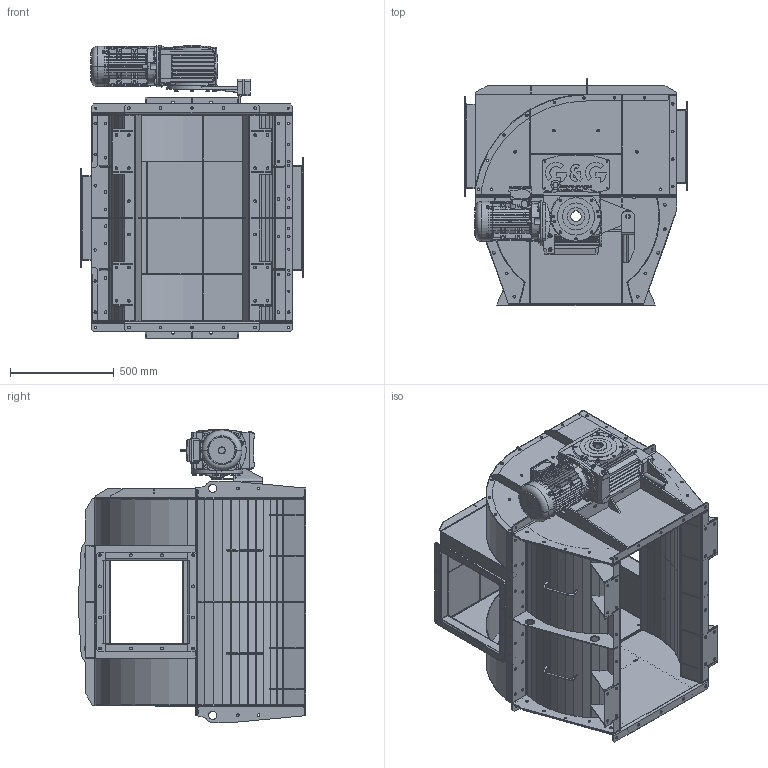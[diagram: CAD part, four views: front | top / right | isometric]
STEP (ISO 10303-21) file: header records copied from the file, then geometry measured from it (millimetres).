
FILE_DESCRIPTION (( 'STEP AP203' ), '1' );
FILE_NAME ('RS0005.STEP', '2023-11-30T12:21:25', ( '' ), ( '' ), 'SwSTEP 2.0', 'SolidWorks 2022', '' );
FILE_SCHEMA (( 'CONFIG_CONTROL_DESIGN' ));
Length unit declared in the file: millimetre
Products named in the file (47): RS-S195-00 - WLDM SIDE COVER_Výchozí; RS-S192-02 - COVER_Výchozí; RS-S182-03 - BEARING SUPPORT_Výchozí; RS-S182-05 - REINFORCEMENT_Výchozí; RS-S192-10 - STRIP_Výchozí; RS-S182-00 - WLDM FRONT; SK32100AZD-100LPTF (1)_Výchozí; RS-S197-00 - WLDM SIDE; RS-S192-15 - FLANGE_Výchozí; RS-S195-01 - COVER_Výchozí; RS-S197-03 - STRIP_Výchozí; RS-S103-00 - WLDM ANCHOR 125_Výchozí; RS-S197-01 - SIDE_Výchozí; RS-S192-09 - STRIP_Výchozí; CV-S004-02 - HANDLE RO_Výchozí; RS-S194-03 - STRIP_Výchozí; SK32100AZD-100LPTF (2)_Výchozí; RS-M002-20 - ASSY COVER; RS-S103-03 - STRIP_Výchozí; RS-S192-01 - COVER_Výchozí; NUT WELD - NW_M8; RS-S192-00 - WLDM COVER; RS-S192-14 - FLANGE_Výchozí; RS-S194-02 - STRIP_Výchozí; RS-S193-10 - FLANGE_Výchozí; RS-S182-01 - FRONT_Výchozí; RS-S182-02 - REINFORCEMENT_Výchozí; RU-D001-93 - PLACKA LOGO XM_NEREZ; RS-S194-01 - COVER_Výchozí; RS-S198-01 - SIDE_Výchozí; RS-S193-00 - WLDM COVER; RS-S192-11 - STRIP_Výchozí; RS-S103-02 - STRIP_Výchozí; RS-S198-00 - WLDM SIDE; RS-S197-04 - SUPPORT_Výchozí; RS-S193-03 - COVER_Výchozí; RS-S192-04 - COVER_Výchozí; RS-S194-04 - STRIP_Výchozí; RS-S194-00 - WLDM SIDE COVER_Výchozí; SK32100AZD-100LPTF_Výchozí ...
Assembly tree (74 placements, depth 5):
  RS0005
    RSGG-80-10_Výchozí
      RS-S197-00 - WLDM SIDE
        RS-S197-01 - SIDE_Výchozí
        RS-S197-02 - FLANGE_Výchozí  x2
        CV-S004-02 - HANDLE RO_Výchozí  x2
        RS-S197-03 - STRIP_Výchozí  x4
        RS-S197-04 - SUPPORT_Výchozí
      RS-S198-00 - WLDM SIDE
        RS-S198-01 - SIDE_Výchozí
        RS-S197-02 - FLANGE_Výchozí  x2
        CV-S004-02 - HANDLE RO_Výchozí  x2
        RS-S197-03 - STRIP_Výchozí  x4
        RS-S197-04 - SUPPORT_Výchozí
      RS-S182-00 - WLDM FRONT  x2
        RS-S182-01 - FRONT_Výchozí
        RS-S182-02 - REINFORCEMENT_Výchozí
        RS-S182-03 - BEARING SUPPORT_Výchozí
        RS-S182-05 - REINFORCEMENT_Výchozí
        NUT WELD - NW_M8
      RS-M002-20 - ASSY COVER
        RS-S192-00 - WLDM COVER
          RS-S192-01 - COVER_Výchozí
          RS-S192-02 - COVER_Výchozí  x2
          RS-S192-03 - FLANGE_Výchozí  x2
          RS-S192-04 - COVER_Výchozí
          RS-S192-14 - FLANGE_Výchozí  x2
          RS-S192-15 - FLANGE_Výchozí  x2
          RS-S192-08 - COVER-MIRR_Výchozí
          RS-S192-09 - STRIP_Výchozí
          RS-S192-10 - STRIP_Výchozí  x3
          RS-S192-11 - STRIP_Výchozí
        RS-S193-00 - WLDM COVER
          RS-S193-03 - COVER_Výchozí
          RS-S193-10 - FLANGE_Výchozí  x2
          RS-S193-11 - FLANGE_Výchozí  x2
        RS-S194-00 - WLDM SIDE COVER_Výchozí
          RS-S194-01 - COVER_Výchozí
          RS-S194-02 - STRIP_Výchozí
          RS-S194-03 - STRIP_Výchozí
          RS-S194-04 - STRIP_Výchozí
        RS-S195-00 - WLDM SIDE COVER_Výchozí
          RS-S195-01 - COVER_Výchozí
      RU-D001-93 - PLACKA LOGO XM_NEREZ  x2
      SK32100AZD-100LPTF_Výchozí
        SK32100AZD-100LPTF (1)_Výchozí
        SK32100AZD-100LPTF (2)_Výchozí
      RS-S103-00 - WLDM ANCHOR 125_Výchozí
        RS-S103-01 - ANGLE_Výchozí
        RS-S103-02 - STRIP_Výchozí
        RS-S103-03 - STRIP_Výchozí
Bounding box: 1074.6 x 1099.96 x 1415.9 mm (x, y, z)
Volume: 43454004.1 mm3; surface area: 14809723 mm2
Topology: 77 solids, 100 shells, 4640 faces, 12212 edges, 7804 vertices
Faces by surface type: plane 2554, cylinder 1460, cone 439, bspline 99, torus 86, sphere 2
Entity records: 129717 total; most frequent: CARTESIAN_POINT 29491, ORIENTED_EDGE 19936, DIRECTION 19686, EDGE_CURVE 9968, AXIS2_PLACEMENT_3D 6989, VERTEX_POINT 6374, VECTOR 5708, LINE 5708
